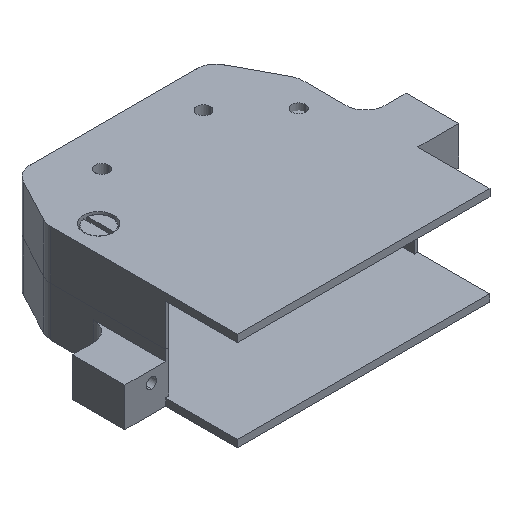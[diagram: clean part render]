
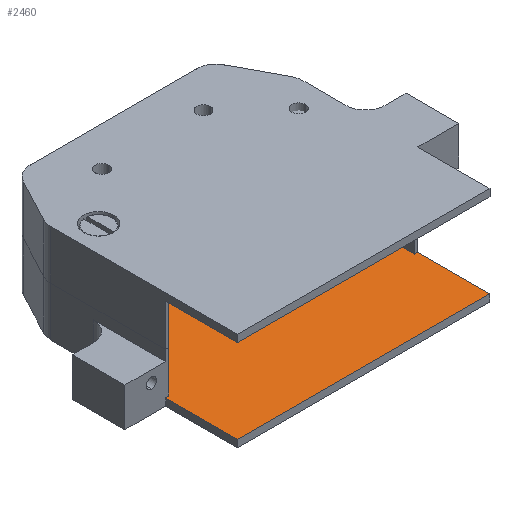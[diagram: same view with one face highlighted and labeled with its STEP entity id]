
A CAD part, isometric view. The second image highlights one B-rep face of the part: STEP entity #2460.
In plain terms, the highlighted planar face has unit normal (0, 0, 1).
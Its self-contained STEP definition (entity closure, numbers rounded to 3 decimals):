
#2 = DIRECTION ( 'NONE',  ( 0., 0., 1. ) ) ;
#13 = CARTESIAN_POINT ( 'NONE',  ( 38.5, 0., -6.4 ) ) ;
#27 = AXIS2_PLACEMENT_3D ( 'NONE', #2904, #1128, #3185 ) ;
#51 = DIRECTION ( 'NONE',  ( 0., 0., 1. ) ) ;
#55 = DIRECTION ( 'NONE',  ( -1., 0., 0. ) ) ;
#68 = VERTEX_POINT ( 'NONE', #3682 ) ;
#78 = ORIENTED_EDGE ( 'NONE', *, *, #1943, .T. ) ;
#103 = CARTESIAN_POINT ( 'NONE',  ( 6.91, 24.413, -6.4 ) ) ;
#114 = VERTEX_POINT ( 'NONE', #13 ) ;
#118 = CARTESIAN_POINT ( 'NONE',  ( -1., 11., -6.4 ) ) ;
#162 = DIRECTION ( 'NONE',  ( 1., 0., 0. ) ) ;
#199 = AXIS2_PLACEMENT_3D ( 'NONE', #3677, #1941, #162 ) ;
#217 = VECTOR ( 'NONE', #2008, 1000. ) ;
#222 = ORIENTED_EDGE ( 'NONE', *, *, #674, .T. ) ;
#231 = EDGE_CURVE ( 'NONE', #1378, #1664, #3513, .T. ) ;
#237 = EDGE_CURVE ( 'NONE', #1155, #1851, #1496, .T. ) ;
#255 = AXIS2_PLACEMENT_3D ( 'NONE', #3525, #2, #2074 ) ;
#264 = DIRECTION ( 'NONE',  ( 1., 0., 0. ) ) ;
#298 = LINE ( 'NONE', #2414, #1689 ) ;
#319 = ORIENTED_EDGE ( 'NONE', *, *, #3001, .T. ) ;
#347 = CARTESIAN_POINT ( 'NONE',  ( 38., 11., -6.4 ) ) ;
#348 = CARTESIAN_POINT ( 'NONE',  ( 35., 19.18, -6.4 ) ) ;
#555 = VERTEX_POINT ( 'NONE', #3153 ) ;
#576 = DIRECTION ( 'NONE',  ( -1., 0., 0. ) ) ;
#592 = CARTESIAN_POINT ( 'NONE',  ( 10.354, 28.7, -6.4 ) ) ;
#651 = DIRECTION ( 'NONE',  ( 0., 0., 1. ) ) ;
#674 = EDGE_CURVE ( 'NONE', #1448, #1259, #3737, .T. ) ;
#828 = CARTESIAN_POINT ( 'NONE',  ( 28.146, 28.7, -6.4 ) ) ;
#852 = DIRECTION ( 'NONE',  ( 0., -1., 0. ) ) ;
#883 = DIRECTION ( 'NONE',  ( 1., 0., 0. ) ) ;
#901 = VERTEX_POINT ( 'NONE', #2124 ) ;
#903 = CARTESIAN_POINT ( 'NONE',  ( 0.5, 11., -6.4 ) ) ;
#919 = LINE ( 'NONE', #3457, #217 ) ;
#925 = CARTESIAN_POINT ( 'NONE',  ( 35., 22.18, -6.4 ) ) ;
#955 = LINE ( 'NONE', #118, #3793 ) ;
#990 = VERTEX_POINT ( 'NONE', #2272 ) ;
#1037 = LINE ( 'NONE', #347, #2613 ) ;
#1043 = EDGE_CURVE ( 'NONE', #2352, #2281, #3188, .T. ) ;
#1074 = CARTESIAN_POINT ( 'NONE',  ( 39.5, 11., -6.4 ) ) ;
#1077 = EDGE_CURVE ( 'NONE', #990, #114, #1732, .T. ) ;
#1086 = CARTESIAN_POINT ( 'NONE',  ( 10.354, 28.7, -6.4 ) ) ;
#1102 = FACE_OUTER_BOUND ( 'NONE', #2629, .T. ) ;
#1128 = DIRECTION ( 'NONE',  ( 0., 0., -1. ) ) ;
#1130 = VECTOR ( 'NONE', #2368, 1000. ) ;
#1155 = VERTEX_POINT ( 'NONE', #1463 ) ;
#1175 = PLANE ( 'NONE',  #255 ) ;
#1183 = LINE ( 'NONE', #1074, #3107 ) ;
#1198 = AXIS2_PLACEMENT_3D ( 'NONE', #1369, #3417, #1675 ) ;
#1259 = VERTEX_POINT ( 'NONE', #903 ) ;
#1292 = EDGE_CURVE ( 'NONE', #555, #1378, #298, .T. ) ;
#1294 = CARTESIAN_POINT ( 'NONE',  ( 34.49, 22.18, -6.4 ) ) ;
#1297 = EDGE_CURVE ( 'NONE', #1155, #68, #1037, .T. ) ;
#1323 = DIRECTION ( 'NONE',  ( -1., 0., 0. ) ) ;
#1369 = CARTESIAN_POINT ( 'NONE',  ( 34.49, 25.18, -6.4 ) ) ;
#1378 = VERTEX_POINT ( 'NONE', #103 ) ;
#1398 = VERTEX_POINT ( 'NONE', #1294 ) ;
#1431 = CARTESIAN_POINT ( 'NONE',  ( 4.01, 22.18, -6.4 ) ) ;
#1448 = VERTEX_POINT ( 'NONE', #2794 ) ;
#1460 = VECTOR ( 'NONE', #3629, 1000. ) ;
#1463 = CARTESIAN_POINT ( 'NONE',  ( 38., 19.18, -6.4 ) ) ;
#1465 = VECTOR ( 'NONE', #264, 1000. ) ;
#1496 = CIRCLE ( 'NONE', #2900, 3. ) ;
#1513 = LINE ( 'NONE', #2916, #2986 ) ;
#1536 = CARTESIAN_POINT ( 'NONE',  ( 4.01, 25.18, -6.4 ) ) ;
#1613 = ORIENTED_EDGE ( 'NONE', *, *, #1043, .F. ) ;
#1660 = ORIENTED_EDGE ( 'NONE', *, *, #3004, .F. ) ;
#1664 = VERTEX_POINT ( 'NONE', #1431 ) ;
#1675 = DIRECTION ( 'NONE',  ( 1., 0., 0. ) ) ;
#1689 = VECTOR ( 'NONE', #2999, 1000. ) ;
#1698 = EDGE_CURVE ( 'NONE', #3266, #114, #3796, .T. ) ;
#1704 = CIRCLE ( 'NONE', #1198, 3. ) ;
#1732 = LINE ( 'NONE', #2917, #2138 ) ;
#1757 = ORIENTED_EDGE ( 'NONE', *, *, #1698, .T. ) ;
#1759 = ORIENTED_EDGE ( 'NONE', *, *, #2556, .T. ) ;
#1829 = ORIENTED_EDGE ( 'NONE', *, *, #3599, .T. ) ;
#1840 = DIRECTION ( 'NONE',  ( 0., 0., -1. ) ) ;
#1851 = VERTEX_POINT ( 'NONE', #925 ) ;
#1889 = ORIENTED_EDGE ( 'NONE', *, *, #1297, .F. ) ;
#1924 = LINE ( 'NONE', #592, #1130 ) ;
#1941 = DIRECTION ( 'NONE',  ( 0., 0., 1. ) ) ;
#1943 = EDGE_CURVE ( 'NONE', #2363, #1448, #2067, .T. ) ;
#1971 = DIRECTION ( 'NONE',  ( 1., 0., 0. ) ) ;
#1991 = EDGE_CURVE ( 'NONE', #901, #1398, #1704, .T. ) ;
#2000 = EDGE_CURVE ( 'NONE', #68, #990, #1183, .T. ) ;
#2008 = DIRECTION ( 'NONE',  ( 0.256, -0.967, 0. ) ) ;
#2019 = CARTESIAN_POINT ( 'NONE',  ( 0., 0., -6.4 ) ) ;
#2038 = VERTEX_POINT ( 'NONE', #1086 ) ;
#2067 = CIRCLE ( 'NONE', #199, 3. ) ;
#2074 = DIRECTION ( 'NONE',  ( 1., 0., 0. ) ) ;
#2124 = CARTESIAN_POINT ( 'NONE',  ( 31.59, 24.413, -6.4 ) ) ;
#2138 = VECTOR ( 'NONE', #852, 1000. ) ;
#2143 = ORIENTED_EDGE ( 'NONE', *, *, #231, .T. ) ;
#2180 = CARTESIAN_POINT ( 'NONE',  ( 0.5, 11., -6.4 ) ) ;
#2218 = CARTESIAN_POINT ( 'NONE',  ( 0., 0., -6.4 ) ) ;
#2272 = CARTESIAN_POINT ( 'NONE',  ( 38.5, 11., -6.4 ) ) ;
#2281 = VERTEX_POINT ( 'NONE', #3732 ) ;
#2300 = LINE ( 'NONE', #2357, #2577 ) ;
#2305 = CIRCLE ( 'NONE', #3405, 3. ) ;
#2316 = EDGE_CURVE ( 'NONE', #2281, #901, #919, .T. ) ;
#2352 = VERTEX_POINT ( 'NONE', #828 ) ;
#2357 = CARTESIAN_POINT ( 'NONE',  ( 0.5, 22.18, -6.4 ) ) ;
#2363 = VERTEX_POINT ( 'NONE', #3743 ) ;
#2368 = DIRECTION ( 'NONE',  ( -1., 0., 0. ) ) ;
#2383 = ORIENTED_EDGE ( 'NONE', *, *, #1991, .F. ) ;
#2387 = EDGE_CURVE ( 'NONE', #3080, #3266, #3207, .T. ) ;
#2414 = CARTESIAN_POINT ( 'NONE',  ( 6.91, 24.413, -6.4 ) ) ;
#2424 = DIRECTION ( 'NONE',  ( 0., -1., 0. ) ) ;
#2426 = DIRECTION ( 'NONE',  ( 1., 0., 0. ) ) ;
#2427 = CARTESIAN_POINT ( 'NONE',  ( 10.354, 25.7, -6.4 ) ) ;
#2460 = ADVANCED_FACE ( 'NONE', ( #1102 ), #1175, .T. ) ;
#2556 = EDGE_CURVE ( 'NONE', #2038, #555, #2305, .T. ) ;
#2577 = VECTOR ( 'NONE', #576, 1000. ) ;
#2613 = VECTOR ( 'NONE', #2424, 1000. ) ;
#2622 = ORIENTED_EDGE ( 'NONE', *, *, #1077, .F. ) ;
#2629 = EDGE_LOOP ( 'NONE', ( #1889, #3665, #1660, #2383, #3218, #1613, #1829, #1759, #2899, #2143, #319, #78, #222, #3716, #3262, #1757, #2622, #3223 ) ) ;
#2705 = AXIS2_PLACEMENT_3D ( 'NONE', #1536, #1840, #55 ) ;
#2731 = DIRECTION ( 'NONE',  ( 1., 0., 0. ) ) ;
#2741 = CARTESIAN_POINT ( 'NONE',  ( 0., 11., -6.4 ) ) ;
#2765 = VECTOR ( 'NONE', #3472, 1000. ) ;
#2794 = CARTESIAN_POINT ( 'NONE',  ( 0.5, 19.18, -6.4 ) ) ;
#2899 = ORIENTED_EDGE ( 'NONE', *, *, #1292, .T. ) ;
#2900 = AXIS2_PLACEMENT_3D ( 'NONE', #348, #51, #2426 ) ;
#2904 = CARTESIAN_POINT ( 'NONE',  ( 28.146, 25.7, -6.4 ) ) ;
#2916 = CARTESIAN_POINT ( 'NONE',  ( 38., 22.18, -6.4 ) ) ;
#2917 = CARTESIAN_POINT ( 'NONE',  ( 38.5, 0., -6.4 ) ) ;
#2922 = CARTESIAN_POINT ( 'NONE',  ( 38.5, 0., -6.4 ) ) ;
#2986 = VECTOR ( 'NONE', #883, 1000. ) ;
#2999 = DIRECTION ( 'NONE',  ( -0.256, -0.967, 0. ) ) ;
#3001 = EDGE_CURVE ( 'NONE', #1664, #2363, #2300, .T. ) ;
#3004 = EDGE_CURVE ( 'NONE', #1398, #1851, #1513, .T. ) ;
#3080 = VERTEX_POINT ( 'NONE', #2741 ) ;
#3107 = VECTOR ( 'NONE', #1971, 1000. ) ;
#3153 = CARTESIAN_POINT ( 'NONE',  ( 7.453, 26.467, -6.4 ) ) ;
#3185 = DIRECTION ( 'NONE',  ( -1., 0., 0. ) ) ;
#3188 = CIRCLE ( 'NONE', #27, 3. ) ;
#3207 = LINE ( 'NONE', #2019, #2765 ) ;
#3218 = ORIENTED_EDGE ( 'NONE', *, *, #2316, .F. ) ;
#3223 = ORIENTED_EDGE ( 'NONE', *, *, #2000, .F. ) ;
#3244 = EDGE_CURVE ( 'NONE', #1259, #3080, #955, .T. ) ;
#3262 = ORIENTED_EDGE ( 'NONE', *, *, #2387, .T. ) ;
#3266 = VERTEX_POINT ( 'NONE', #2218 ) ;
#3405 = AXIS2_PLACEMENT_3D ( 'NONE', #2427, #651, #2731 ) ;
#3417 = DIRECTION ( 'NONE',  ( 0., 0., 1. ) ) ;
#3457 = CARTESIAN_POINT ( 'NONE',  ( 31.59, 24.413, -6.4 ) ) ;
#3472 = DIRECTION ( 'NONE',  ( 0., -1., 0. ) ) ;
#3513 = CIRCLE ( 'NONE', #2705, 3. ) ;
#3525 = CARTESIAN_POINT ( 'NONE',  ( 10.354, 25.7, -6.4 ) ) ;
#3599 = EDGE_CURVE ( 'NONE', #2352, #2038, #1924, .T. ) ;
#3629 = DIRECTION ( 'NONE',  ( 0., -1., 0. ) ) ;
#3665 = ORIENTED_EDGE ( 'NONE', *, *, #237, .T. ) ;
#3677 = CARTESIAN_POINT ( 'NONE',  ( 3.5, 19.18, -6.4 ) ) ;
#3682 = CARTESIAN_POINT ( 'NONE',  ( 38., 11., -6.4 ) ) ;
#3716 = ORIENTED_EDGE ( 'NONE', *, *, #3244, .T. ) ;
#3732 = CARTESIAN_POINT ( 'NONE',  ( 31.047, 26.467, -6.4 ) ) ;
#3737 = LINE ( 'NONE', #2180, #1460 ) ;
#3743 = CARTESIAN_POINT ( 'NONE',  ( 3.5, 22.18, -6.4 ) ) ;
#3793 = VECTOR ( 'NONE', #1323, 1000. ) ;
#3796 = LINE ( 'NONE', #2922, #1465 ) ;
